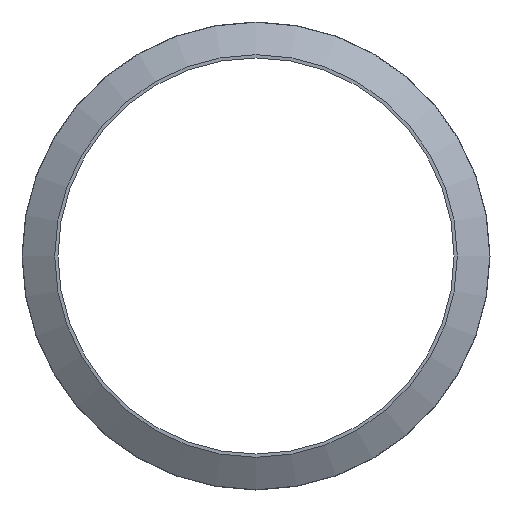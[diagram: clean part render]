
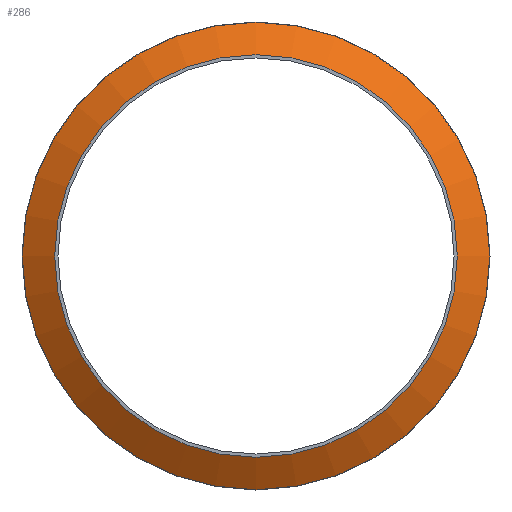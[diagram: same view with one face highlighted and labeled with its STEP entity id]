
A CAD part, front view. The second image highlights one B-rep face of the part: STEP entity #286.
In plain terms, the highlighted conical face has half-angle 58.7 degrees and reference radius 24.93 mm.
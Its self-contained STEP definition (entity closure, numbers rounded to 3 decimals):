
#150 = PLANE('',#151);
#151 = AXIS2_PLACEMENT_3D('',#152,#153,#154);
#152 = CARTESIAN_POINT('',(0.,12.116,0.));
#153 = DIRECTION('',(-0.,-1.,-0.));
#154 = DIRECTION('',(1.,0.,0.));
#223 = EDGE_CURVE('',#224,#224,#226,.T.);
#224 = VERTEX_POINT('',#225);
#225 = CARTESIAN_POINT('',(24.93,12.116,0.));
#226 = SURFACE_CURVE('',#227,(#232,#239),.PCURVE_S1.);
#227 = CIRCLE('',#228,24.93);
#228 = AXIS2_PLACEMENT_3D('',#229,#230,#231);
#229 = CARTESIAN_POINT('',(0.,12.116,0.));
#230 = DIRECTION('',(0.,-1.,0.));
#231 = DIRECTION('',(1.,0.,0.));
#232 = PCURVE('',#150,#233);
#233 = DEFINITIONAL_REPRESENTATION('',(#234),#238);
#234 = CIRCLE('',#235,24.93);
#235 = AXIS2_PLACEMENT_2D('',#236,#237);
#236 = CARTESIAN_POINT('',(0.,0.));
#237 = DIRECTION('',(1.,-0.));
#238 = ( GEOMETRIC_REPRESENTATION_CONTEXT(2) 
PARAMETRIC_REPRESENTATION_CONTEXT() REPRESENTATION_CONTEXT('2D SPACE',''
  ) );
#239 = PCURVE('',#240,#245);
#240 = CONICAL_SURFACE('',#241,24.93,1.025);
#241 = AXIS2_PLACEMENT_3D('',#242,#243,#244);
#242 = CARTESIAN_POINT('',(0.,12.116,0.));
#243 = DIRECTION('',(0.,1.,0.));
#244 = DIRECTION('',(1.,0.,0.));
#245 = DEFINITIONAL_REPRESENTATION('',(#246),#250);
#246 = LINE('',#247,#248);
#247 = CARTESIAN_POINT('',(-0.,-0.));
#248 = VECTOR('',#249,1.);
#249 = DIRECTION('',(-1.,-0.));
#250 = ( GEOMETRIC_REPRESENTATION_CONTEXT(2) 
PARAMETRIC_REPRESENTATION_CONTEXT() REPRESENTATION_CONTEXT('2D SPACE',''
  ) );
#272 = CYLINDRICAL_SURFACE('',#273,21.45);
#273 = AXIS2_PLACEMENT_3D('',#274,#275,#276);
#274 = CARTESIAN_POINT('',(0.,10.,0.));
#275 = DIRECTION('',(-0.,-1.,-0.));
#276 = DIRECTION('',(1.,0.,0.));
#286 = ADVANCED_FACE('',(#287),#240,.T.);
#287 = FACE_BOUND('',#288,.T.);
#288 = EDGE_LOOP('',(#289,#290,#313,#335));
#289 = ORIENTED_EDGE('',*,*,#223,.T.);
#290 = ORIENTED_EDGE('',*,*,#291,.T.);
#291 = EDGE_CURVE('',#224,#292,#294,.T.);
#292 = VERTEX_POINT('',#293);
#293 = CARTESIAN_POINT('',(21.45,10.,0.));
#294 = SEAM_CURVE('',#295,(#299,#306),.PCURVE_S1.);
#295 = LINE('',#296,#297);
#296 = CARTESIAN_POINT('',(24.93,12.116,0.));
#297 = VECTOR('',#298,1.);
#298 = DIRECTION('',(-0.854,-0.52,0.));
#299 = PCURVE('',#240,#300);
#300 = DEFINITIONAL_REPRESENTATION('',(#301),#305);
#301 = LINE('',#302,#303);
#302 = CARTESIAN_POINT('',(-0.,-0.));
#303 = VECTOR('',#304,1.);
#304 = DIRECTION('',(-0.,-1.));
#305 = ( GEOMETRIC_REPRESENTATION_CONTEXT(2) 
PARAMETRIC_REPRESENTATION_CONTEXT() REPRESENTATION_CONTEXT('2D SPACE',''
  ) );
#306 = PCURVE('',#240,#307);
#307 = DEFINITIONAL_REPRESENTATION('',(#308),#312);
#308 = LINE('',#309,#310);
#309 = CARTESIAN_POINT('',(-6.283,-0.));
#310 = VECTOR('',#311,1.);
#311 = DIRECTION('',(-0.,-1.));
#312 = ( GEOMETRIC_REPRESENTATION_CONTEXT(2) 
PARAMETRIC_REPRESENTATION_CONTEXT() REPRESENTATION_CONTEXT('2D SPACE',''
  ) );
#313 = ORIENTED_EDGE('',*,*,#314,.F.);
#314 = EDGE_CURVE('',#292,#292,#315,.T.);
#315 = SURFACE_CURVE('',#316,(#321,#328),.PCURVE_S1.);
#316 = CIRCLE('',#317,21.45);
#317 = AXIS2_PLACEMENT_3D('',#318,#319,#320);
#318 = CARTESIAN_POINT('',(0.,10.,0.));
#319 = DIRECTION('',(0.,-1.,0.));
#320 = DIRECTION('',(1.,0.,0.));
#321 = PCURVE('',#240,#322);
#322 = DEFINITIONAL_REPRESENTATION('',(#323),#327);
#323 = LINE('',#324,#325);
#324 = CARTESIAN_POINT('',(-0.,-2.116));
#325 = VECTOR('',#326,1.);
#326 = DIRECTION('',(-1.,-0.));
#327 = ( GEOMETRIC_REPRESENTATION_CONTEXT(2) 
PARAMETRIC_REPRESENTATION_CONTEXT() REPRESENTATION_CONTEXT('2D SPACE',''
  ) );
#328 = PCURVE('',#272,#329);
#329 = DEFINITIONAL_REPRESENTATION('',(#330),#334);
#330 = LINE('',#331,#332);
#331 = CARTESIAN_POINT('',(0.,0.));
#332 = VECTOR('',#333,1.);
#333 = DIRECTION('',(1.,0.));
#334 = ( GEOMETRIC_REPRESENTATION_CONTEXT(2) 
PARAMETRIC_REPRESENTATION_CONTEXT() REPRESENTATION_CONTEXT('2D SPACE',''
  ) );
#335 = ORIENTED_EDGE('',*,*,#291,.F.);
